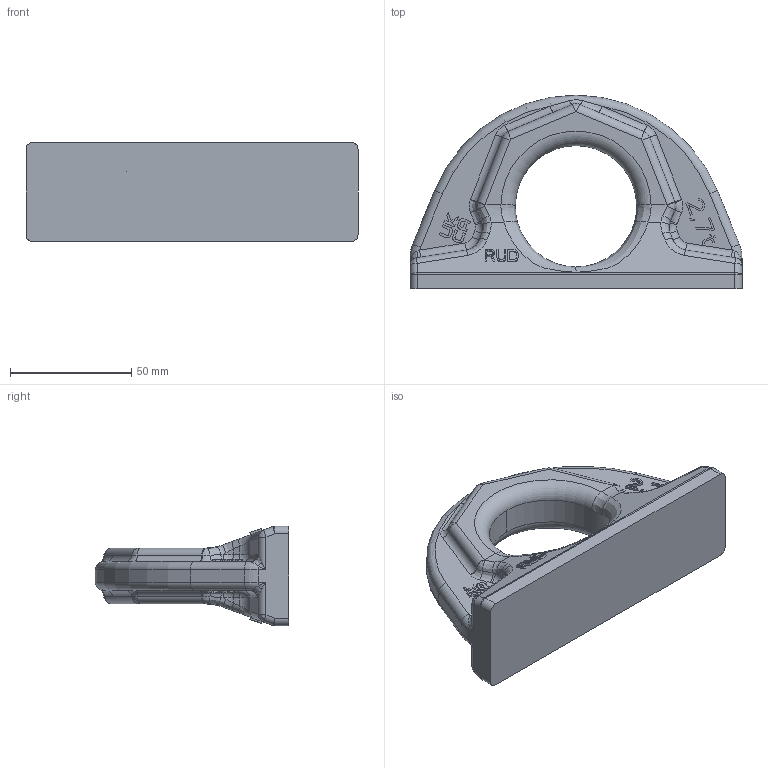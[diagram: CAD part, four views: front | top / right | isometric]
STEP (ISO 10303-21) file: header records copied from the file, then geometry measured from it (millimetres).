
FILE_DESCRIPTION((''),'2;1');
FILE_NAME('001-M36283-P-1','2022-12-20T07:22:26',('Anja.Joas'),(''),'CREO PARAMETRIC BY PTC INC, 2022162','CREO PARAMETRIC BY PTC INC, 2022162','');
FILE_SCHEMA(('AP242_MANAGED_MODEL_BASED_3D_ENGINEERING_MIM_LF { 1 0 10303 442 1 1 4 }'));
Length unit declared in the file: millimetre
Products named in the file (1): 001-M36283-P-1
Bounding box: 137 x 79.8 x 41 mm (x, y, z)
Volume: 156204.4 mm3; surface area: 28204.7 mm2
Topology: 1 solids, 1 shells, 552 faces, 1447 edges, 922 vertices
Faces by surface type: plane 364, cylinder 88, bspline 80, torus 20
Entity records: 20317 total; most frequent: CARTESIAN_POINT 7046, ORIENTED_EDGE 2894, DIRECTION 2469, EDGE_CURVE 1447, VECTOR 1085, LINE 1085, VERTEX_POINT 922, AXIS2_PLACEMENT_3D 692
